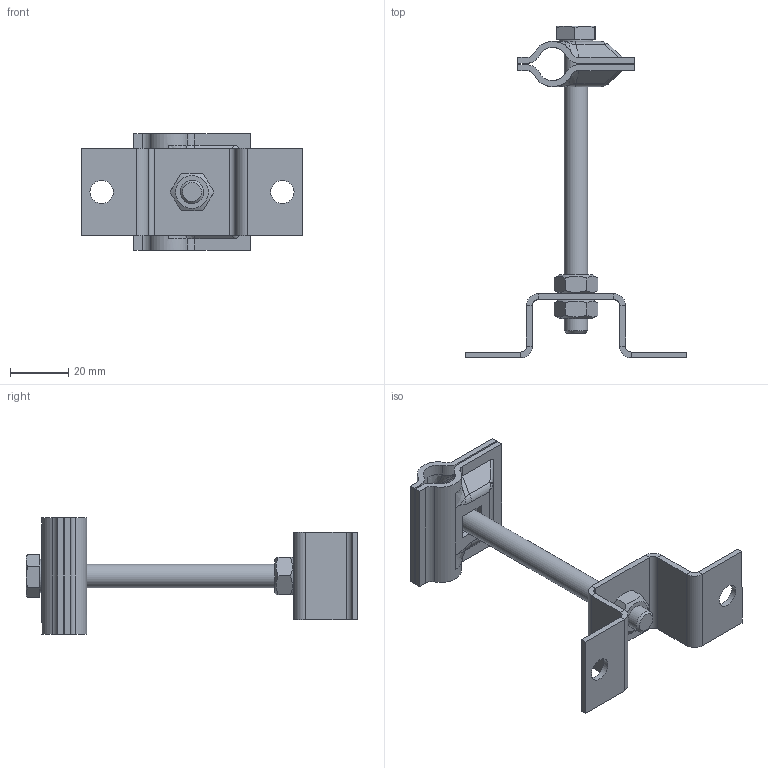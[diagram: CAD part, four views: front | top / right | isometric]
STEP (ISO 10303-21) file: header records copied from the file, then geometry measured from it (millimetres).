
FILE_DESCRIPTION(/* description */ (''),/* implementation_level */ '2;1');
FILE_NAME(/* name */ 'USMO-H65.stp',/* time_stamp */ '2023-05-18T16:16:41+03:00',/* author */ ('man37'),/* organization */ (''),/* preprocessor_version */ 'ST-DEVELOPER v19.2',/* originating_system */ 'Autodesk Inventor 2023',/* authorisation */ '');
FILE_SCHEMA (('AUTOMOTIVE_DESIGN { 1 0 10303 214 3 1 1 }'));
Length unit declared in the file: millimetre
Products named in the file (5): Универсальный соединитель 
на мостовой опоре 
для прутка Ø 5-10 мм.
 С болтом M8x35; DPP-B50-S4 3; Пластина для 
соед. прутка; DIN 934 - M8; DIN 933 - M8  x 100
Assembly tree (6 placements, depth 2):
  Универсальный соединитель 
на мостовой опоре 
для прутка Ø 5-10 мм.
 С болтом M8x35
    DPP-B50-S4 3
    Пластина для 
соед. прутка  x2
    DIN 934 - M8  x2
    DIN 933 - M8  x 100
Bounding box: 76 x 113.8 x 40 mm (x, y, z)
Volume: 19898.9 mm3; surface area: 19014.6 mm2
Topology: 6 solids, 6 shells, 196 faces, 464 edges, 270 vertices
Faces by surface type: plane 96, cylinder 48, bspline 36, cone 16
Full cylindrical faces by diameter (mm): 6.647 x2, 7.323 x1, 8 x3, 10 x1, 11.4 x1
Entity records: 4165 total; most frequent: CARTESIAN_POINT 1131, ORIENTED_EDGE 580, DIRECTION 575, EDGE_CURVE 290, AXIS2_PLACEMENT_3D 203, VERTEX_POINT 171, LINE 169, VECTOR 169
